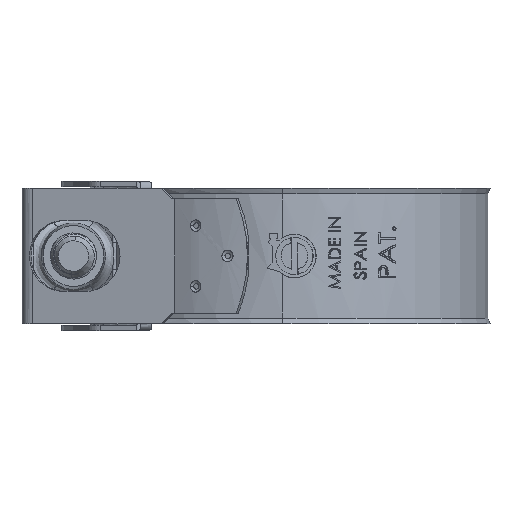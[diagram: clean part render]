
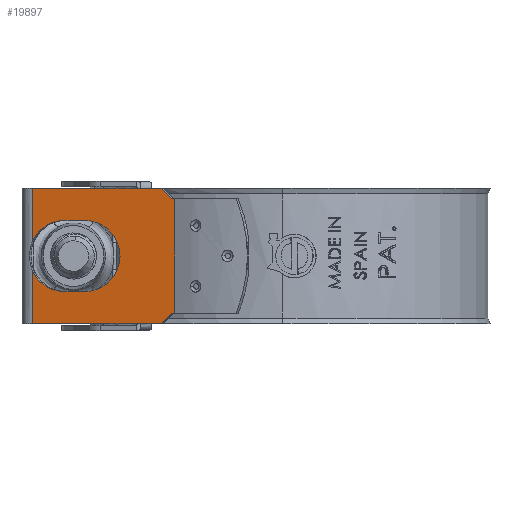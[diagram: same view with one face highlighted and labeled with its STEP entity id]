
A CAD part, left-side view. The second image highlights one B-rep face of the part: STEP entity #19897.
In plain terms, the highlighted planar face has unit normal (-0.972, 0.233, 0).
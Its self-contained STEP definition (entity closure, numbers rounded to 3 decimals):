
#905 = ORIENTED_EDGE ( 'NONE', *, *, #23671, .F. ) ;
#1116 = VERTEX_POINT ( 'NONE', #50146 ) ;
#2015 = AXIS2_PLACEMENT_3D ( 'NONE', #36313, #17178, #12616 ) ;
#2135 = DIRECTION ( 'NONE',  ( 0., 0., 1. ) ) ;
#2152 = CARTESIAN_POINT ( 'NONE',  ( -23.836, 29.214, -15.25 ) ) ;
#2166 = PLANE ( 'NONE',  #6007 ) ;
#2501 = VECTOR ( 'NONE', #2135, 1000. ) ;
#2784 = VERTEX_POINT ( 'NONE', #61005 ) ;
#4827 = VECTOR ( 'NONE', #53852, 1000. ) ;
#5217 = CARTESIAN_POINT ( 'NONE',  ( -21.945, 37.095, -20. ) ) ;
#6007 = AXIS2_PLACEMENT_3D ( 'NONE', #49552, #58848, #40400 ) ;
#6025 = DIRECTION ( 'NONE',  ( 0., 0., 1. ) ) ;
#6701 = ORIENTED_EDGE ( 'NONE', *, *, #52977, .T. ) ;
#7067 = ORIENTED_EDGE ( 'NONE', *, *, #19491, .F. ) ;
#7567 = LINE ( 'NONE', #5217, #9056 ) ;
#8487 = VECTOR ( 'NONE', #31549, 1000. ) ;
#9056 = VECTOR ( 'NONE', #6025, 1000. ) ;
#9696 = CARTESIAN_POINT ( 'NONE',  ( -21.945, 37.095, -7.885 ) ) ;
#12416 = CARTESIAN_POINT ( 'NONE',  ( -26.883, 16.519, -1.5 ) ) ;
#12616 = DIRECTION ( 'NONE',  ( -0.233, -0.972, 0. ) ) ;
#12778 = EDGE_CURVE ( 'NONE', #18229, #56879, #40151, .T. ) ;
#12932 = VERTEX_POINT ( 'NONE', #41754 ) ;
#13052 = CARTESIAN_POINT ( 'NONE',  ( -27.491, 13.983, -15.909 ) ) ;
#14356 = EDGE_CURVE ( 'NONE', #24875, #56828, #56380, .T. ) ;
#14491 = LINE ( 'NONE', #2152, #4827 ) ;
#15189 = VERTEX_POINT ( 'NONE', #16989 ) ;
#15515 = VECTOR ( 'NONE', #57370, 1000. ) ;
#15685 = CARTESIAN_POINT ( 'NONE',  ( -23.066, 32.423, -4.75 ) ) ;
#16692 = ORIENTED_EDGE ( 'NONE', *, *, #35251, .T. ) ;
#16989 = CARTESIAN_POINT ( 'NONE',  ( -21.945, 37.095, -12.115 ) ) ;
#17178 = DIRECTION ( 'NONE',  ( -0.972, 0.233, 0. ) ) ;
#17373 = VECTOR ( 'NONE', #24072, 1000. ) ;
#17931 = ORIENTED_EDGE ( 'NONE', *, *, #41260, .T. ) ;
#18127 = EDGE_CURVE ( 'NONE', #46309, #42417, #54759, .T. ) ;
#18229 = VERTEX_POINT ( 'NONE', #12416 ) ;
#18645 = AXIS2_PLACEMENT_3D ( 'NONE', #32186, #55822, #46533 ) ;
#19025 = CARTESIAN_POINT ( 'NONE',  ( -26.53, 17.988, 0. ) ) ;
#19491 = EDGE_CURVE ( 'NONE', #15189, #2784, #25743, .T. ) ;
#19897 = ADVANCED_FACE ( 'NONE', ( #20491 ), #2166, .T. ) ;
#20375 = CARTESIAN_POINT ( 'NONE',  ( -21.945, 37.095, -20. ) ) ;
#20491 = FACE_OUTER_BOUND ( 'NONE', #42324, .T. ) ;
#21108 = EDGE_CURVE ( 'NONE', #2784, #46309, #14491, .T. ) ;
#21146 = CARTESIAN_POINT ( 'NONE',  ( -27., 16.03, -20. ) ) ;
#21755 = CARTESIAN_POINT ( 'NONE',  ( -28.787, 8.583, -1.5 ) ) ;
#21799 = DIRECTION ( 'NONE',  ( 0.166, 0.69, 0.705 ) ) ;
#22686 = CARTESIAN_POINT ( 'NONE',  ( -23.836, 29.214, -15.25 ) ) ;
#23514 = ORIENTED_EDGE ( 'NONE', *, *, #12778, .T. ) ;
#23671 = EDGE_CURVE ( 'NONE', #56828, #1116, #34476, .T. ) ;
#23868 = DIRECTION ( 'NONE',  ( -0.233, -0.972, 0. ) ) ;
#23873 = ORIENTED_EDGE ( 'NONE', *, *, #30065, .F. ) ;
#24042 = LINE ( 'NONE', #38006, #17373 ) ;
#24072 = DIRECTION ( 'NONE',  ( -0.233, -0.972, 0. ) ) ;
#24665 = CARTESIAN_POINT ( 'NONE',  ( -23.836, 29.214, -4.75 ) ) ;
#24875 = VERTEX_POINT ( 'NONE', #15685 ) ;
#25077 = CARTESIAN_POINT ( 'NONE',  ( -23.836, 29.214, -10. ) ) ;
#25743 = CIRCLE ( 'NONE', #2015, 5.25 ) ;
#26594 = CARTESIAN_POINT ( 'NONE',  ( -27.491, 13.983, -4.091 ) ) ;
#26842 = EDGE_CURVE ( 'NONE', #43130, #15189, #7567, .T. ) ;
#28003 = VECTOR ( 'NONE', #41515, 1000. ) ;
#28443 = CARTESIAN_POINT ( 'NONE',  ( -21.945, 37.095, -20. ) ) ;
#29751 = CARTESIAN_POINT ( 'NONE',  ( -23.836, 29.214, -10. ) ) ;
#29955 = DIRECTION ( 'NONE',  ( -0.233, -0.972, 0. ) ) ;
#30065 = EDGE_CURVE ( 'NONE', #1116, #56879, #39386, .T. ) ;
#30157 = EDGE_CURVE ( 'NONE', #42417, #60670, #36498, .T. ) ;
#30628 = VECTOR ( 'NONE', #23868, 1000. ) ;
#30937 = DIRECTION ( 'NONE',  ( 0.233, 0.972, 0. ) ) ;
#31549 = DIRECTION ( 'NONE',  ( 0., 0., 1. ) ) ;
#32186 = CARTESIAN_POINT ( 'NONE',  ( -23.066, 32.423, -10. ) ) ;
#34144 = ORIENTED_EDGE ( 'NONE', *, *, #26842, .F. ) ;
#34476 = LINE ( 'NONE', #59023, #2501 ) ;
#35251 = EDGE_CURVE ( 'NONE', #41270, #49609, #46643, .T. ) ;
#35804 = CARTESIAN_POINT ( 'NONE',  ( -27., 16.03, -1.5 ) ) ;
#36252 = ORIENTED_EDGE ( 'NONE', *, *, #18127, .F. ) ;
#36313 = CARTESIAN_POINT ( 'NONE',  ( -23.066, 32.423, -10. ) ) ;
#36498 = CIRCLE ( 'NONE', #39432, 5.25 ) ;
#36756 = LINE ( 'NONE', #21146, #8487 ) ;
#37120 = CARTESIAN_POINT ( 'NONE',  ( -21.945, 37.095, 0. ) ) ;
#37412 = LINE ( 'NONE', #44057, #47084 ) ;
#37474 = ORIENTED_EDGE ( 'NONE', *, *, #30157, .F. ) ;
#38006 = CARTESIAN_POINT ( 'NONE',  ( -28.787, 8.583, -18.5 ) ) ;
#38196 = LINE ( 'NONE', #21755, #54494 ) ;
#38317 = CARTESIAN_POINT ( 'NONE',  ( -26.883, 16.519, -18.5 ) ) ;
#39386 = LINE ( 'NONE', #37120, #15515 ) ;
#39432 = AXIS2_PLACEMENT_3D ( 'NONE', #29751, #40141, #29955 ) ;
#39450 = DIRECTION ( 'NONE',  ( -0.233, -0.972, 0. ) ) ;
#40141 = DIRECTION ( 'NONE',  ( -0.972, 0.233, 0. ) ) ;
#40151 = LINE ( 'NONE', #26594, #56440 ) ;
#40354 = LINE ( 'NONE', #28443, #30628 ) ;
#40400 = DIRECTION ( 'NONE',  ( -0.233, -0.972, 0. ) ) ;
#41260 = EDGE_CURVE ( 'NONE', #48994, #18229, #38196, .T. ) ;
#41270 = VERTEX_POINT ( 'NONE', #41310 ) ;
#41310 = CARTESIAN_POINT ( 'NONE',  ( -26.53, 17.988, -20. ) ) ;
#41434 = AXIS2_PLACEMENT_3D ( 'NONE', #25077, #58297, #39450 ) ;
#41515 = DIRECTION ( 'NONE',  ( -0.166, -0.69, 0.705 ) ) ;
#41754 = CARTESIAN_POINT ( 'NONE',  ( -27., 16.03, -18.5 ) ) ;
#42302 = ORIENTED_EDGE ( 'NONE', *, *, #21108, .F. ) ;
#42324 = EDGE_LOOP ( 'NONE', ( #46674, #51167, #37474, #36252, #42302, #7067, #34144, #53976, #16692, #6701, #51714, #17931, #23514, #23873, #905 ) ) ;
#42417 = VERTEX_POINT ( 'NONE', #60990 ) ;
#43130 = VERTEX_POINT ( 'NONE', #20375 ) ;
#44057 = CARTESIAN_POINT ( 'NONE',  ( -23.836, 29.214, -4.75 ) ) ;
#46309 = VERTEX_POINT ( 'NONE', #22686 ) ;
#46533 = DIRECTION ( 'NONE',  ( -0.233, -0.972, 0. ) ) ;
#46643 = LINE ( 'NONE', #13052, #28003 ) ;
#46674 = ORIENTED_EDGE ( 'NONE', *, *, #14356, .F. ) ;
#47084 = VECTOR ( 'NONE', #47813, 1000. ) ;
#47813 = DIRECTION ( 'NONE',  ( 0.233, 0.972, 0. ) ) ;
#48994 = VERTEX_POINT ( 'NONE', #35804 ) ;
#49552 = CARTESIAN_POINT ( 'NONE',  ( -21.945, 37.095, -20. ) ) ;
#49609 = VERTEX_POINT ( 'NONE', #38317 ) ;
#50146 = CARTESIAN_POINT ( 'NONE',  ( -21.945, 37.095, 0. ) ) ;
#50225 = EDGE_CURVE ( 'NONE', #43130, #41270, #40354, .T. ) ;
#51167 = ORIENTED_EDGE ( 'NONE', *, *, #54206, .F. ) ;
#51714 = ORIENTED_EDGE ( 'NONE', *, *, #52099, .T. ) ;
#52099 = EDGE_CURVE ( 'NONE', #12932, #48994, #36756, .T. ) ;
#52977 = EDGE_CURVE ( 'NONE', #49609, #12932, #24042, .T. ) ;
#53852 = DIRECTION ( 'NONE',  ( -0.233, -0.972, 0. ) ) ;
#53976 = ORIENTED_EDGE ( 'NONE', *, *, #50225, .T. ) ;
#54206 = EDGE_CURVE ( 'NONE', #60670, #24875, #37412, .T. ) ;
#54494 = VECTOR ( 'NONE', #30937, 1000. ) ;
#54759 = CIRCLE ( 'NONE', #41434, 5.25 ) ;
#55822 = DIRECTION ( 'NONE',  ( -0.972, 0.233, 0. ) ) ;
#56380 = CIRCLE ( 'NONE', #18645, 5.25 ) ;
#56440 = VECTOR ( 'NONE', #21799, 1000. ) ;
#56828 = VERTEX_POINT ( 'NONE', #9696 ) ;
#56879 = VERTEX_POINT ( 'NONE', #19025 ) ;
#57370 = DIRECTION ( 'NONE',  ( -0.233, -0.972, 0. ) ) ;
#58297 = DIRECTION ( 'NONE',  ( -0.972, 0.233, 0. ) ) ;
#58848 = DIRECTION ( 'NONE',  ( -0.972, 0.233, 0. ) ) ;
#59023 = CARTESIAN_POINT ( 'NONE',  ( -21.945, 37.095, -20. ) ) ;
#60670 = VERTEX_POINT ( 'NONE', #24665 ) ;
#60990 = CARTESIAN_POINT ( 'NONE',  ( -25.061, 24.109, -10. ) ) ;
#61005 = CARTESIAN_POINT ( 'NONE',  ( -23.066, 32.423, -15.25 ) ) ;
